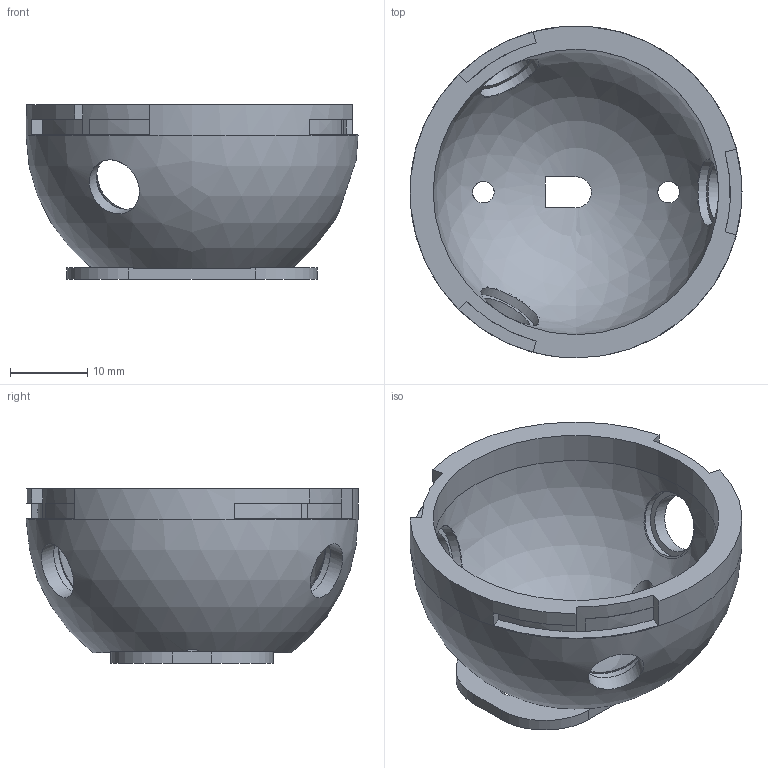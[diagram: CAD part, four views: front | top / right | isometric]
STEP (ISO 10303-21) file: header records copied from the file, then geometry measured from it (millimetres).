
FILE_DESCRIPTION(('Open CASCADE Model'),'2;1');
FILE_NAME('Open CASCADE Shape Model','2024-06-24T12:05:46',('Author'),( 'Open CASCADE'),'Open CASCADE STEP processor 7.7','Open CASCADE 7.7' ,'Unknown');
FILE_SCHEMA(('AUTOMOTIVE_DESIGN { 1 0 10303 214 1 1 1 1 }'));
Length unit declared in the file: millimetre
Products named in the file (1): Open CASCADE STEP translator 7.7 1
Bounding box: 43 x 43 x 22.65 mm (x, y, z)
Volume: 8003.3 mm3; surface area: 6951.5 mm2
Topology: 1 solids, 1 shells, 63 faces, 165 edges, 108 vertices
Faces by surface type: plane 37, cylinder 15, extrusion 9, sphere 2
Full cylindrical faces by diameter (mm): 2.8 x2, 7.36 x3, 8.86 x3, 37 x1, 43 x1
Entity records: 6233 total; most frequent: CARTESIAN_POINT 2979, DIRECTION 568, ORIENTED_EDGE 330, PCURVE 330, DEFINITIONAL_REPRESENTATION 330, VECTOR 308, LINE 299, EDGE_CURVE 165
